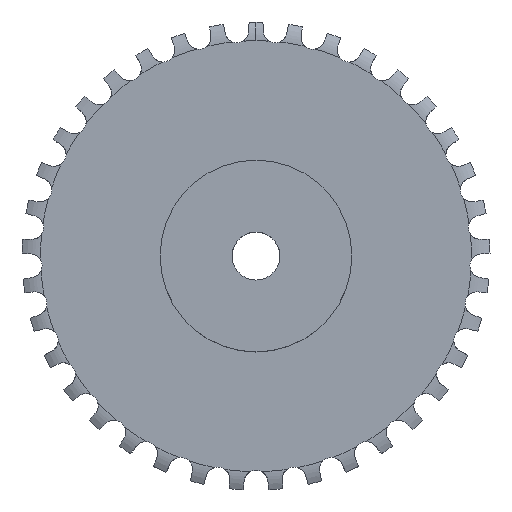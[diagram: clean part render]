
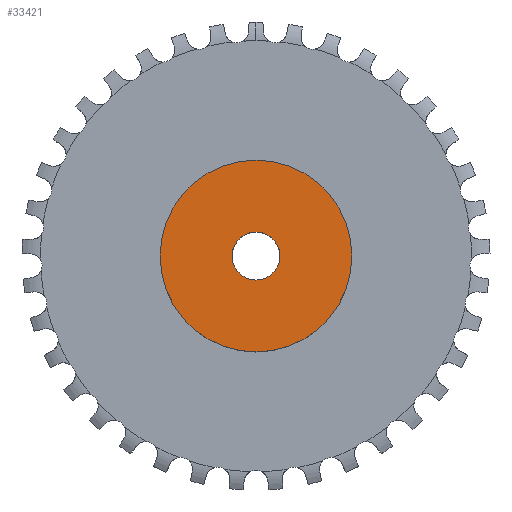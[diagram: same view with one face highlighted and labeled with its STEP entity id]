
A CAD part, top view. The second image highlights one B-rep face of the part: STEP entity #33421.
In plain terms, the highlighted planar face has unit normal (0, 0, 1).
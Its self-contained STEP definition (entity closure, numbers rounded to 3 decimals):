
#9645 = CYLINDRICAL_SURFACE('',#9646,20.);
#9646 = AXIS2_PLACEMENT_3D('',#9647,#9648,#9649);
#9647 = CARTESIAN_POINT('',(0.,0.,0.));
#9648 = DIRECTION('',(-0.,-0.,-1.));
#9649 = DIRECTION('',(1.,0.,0.));
#26933 = CYLINDRICAL_SURFACE('',#26934,5.);
#26934 = AXIS2_PLACEMENT_3D('',#26935,#26936,#26937);
#26935 = CARTESIAN_POINT('',(0.,0.,140.331));
#26936 = DIRECTION('',(0.,0.,1.));
#26937 = DIRECTION('',(1.,0.,-0.));
#31126 = VERTEX_POINT('',#31127);
#31127 = CARTESIAN_POINT('',(20.,0.,16.));
#31148 = EDGE_CURVE('',#31126,#31126,#31149,.T.);
#31149 = SURFACE_CURVE('',#31150,(#31155,#31162),.PCURVE_S1.);
#31150 = CIRCLE('',#31151,20.);
#31151 = AXIS2_PLACEMENT_3D('',#31152,#31153,#31154);
#31152 = CARTESIAN_POINT('',(0.,0.,16.));
#31153 = DIRECTION('',(0.,0.,1.));
#31154 = DIRECTION('',(1.,0.,0.));
#31155 = PCURVE('',#9645,#31156);
#31156 = DEFINITIONAL_REPRESENTATION('',(#31157),#31161);
#31157 = LINE('',#31158,#31159);
#31158 = CARTESIAN_POINT('',(-0.,-16.));
#31159 = VECTOR('',#31160,1.);
#31160 = DIRECTION('',(-1.,0.));
#31161 = ( GEOMETRIC_REPRESENTATION_CONTEXT(2) 
PARAMETRIC_REPRESENTATION_CONTEXT() REPRESENTATION_CONTEXT('2D SPACE',''
  ) );
#31162 = PCURVE('',#31163,#31168);
#31163 = PLANE('',#31164);
#31164 = AXIS2_PLACEMENT_3D('',#31165,#31166,#31167);
#31165 = CARTESIAN_POINT('',(0.,0.,16.));
#31166 = DIRECTION('',(-0.,0.,1.));
#31167 = DIRECTION('',(0.,-1.,0.));
#31168 = DEFINITIONAL_REPRESENTATION('',(#31169),#31173);
#31169 = CIRCLE('',#31170,20.);
#31170 = AXIS2_PLACEMENT_2D('',#31171,#31172);
#31171 = CARTESIAN_POINT('',(0.,0.));
#31172 = DIRECTION('',(0.,1.));
#31173 = ( GEOMETRIC_REPRESENTATION_CONTEXT(2) 
PARAMETRIC_REPRESENTATION_CONTEXT() REPRESENTATION_CONTEXT('2D SPACE',''
  ) );
#33375 = EDGE_CURVE('',#33376,#33376,#33378,.T.);
#33376 = VERTEX_POINT('',#33377);
#33377 = CARTESIAN_POINT('',(5.,0.,16.));
#33378 = SURFACE_CURVE('',#33379,(#33384,#33391),.PCURVE_S1.);
#33379 = CIRCLE('',#33380,5.);
#33380 = AXIS2_PLACEMENT_3D('',#33381,#33382,#33383);
#33381 = CARTESIAN_POINT('',(0.,0.,16.));
#33382 = DIRECTION('',(0.,0.,1.));
#33383 = DIRECTION('',(1.,0.,-0.));
#33384 = PCURVE('',#26933,#33385);
#33385 = DEFINITIONAL_REPRESENTATION('',(#33386),#33390);
#33386 = LINE('',#33387,#33388);
#33387 = CARTESIAN_POINT('',(0.,-124.331));
#33388 = VECTOR('',#33389,1.);
#33389 = DIRECTION('',(1.,0.));
#33390 = ( GEOMETRIC_REPRESENTATION_CONTEXT(2) 
PARAMETRIC_REPRESENTATION_CONTEXT() REPRESENTATION_CONTEXT('2D SPACE',''
  ) );
#33391 = PCURVE('',#31163,#33392);
#33392 = DEFINITIONAL_REPRESENTATION('',(#33393),#33397);
#33393 = CIRCLE('',#33394,5.);
#33394 = AXIS2_PLACEMENT_2D('',#33395,#33396);
#33395 = CARTESIAN_POINT('',(0.,0.));
#33396 = DIRECTION('',(0.,1.));
#33397 = ( GEOMETRIC_REPRESENTATION_CONTEXT(2) 
PARAMETRIC_REPRESENTATION_CONTEXT() REPRESENTATION_CONTEXT('2D SPACE',''
  ) );
#33421 = ADVANCED_FACE('',(#33422,#33425),#31163,.T.);
#33422 = FACE_BOUND('',#33423,.T.);
#33423 = EDGE_LOOP('',(#33424));
#33424 = ORIENTED_EDGE('',*,*,#31148,.T.);
#33425 = FACE_BOUND('',#33426,.T.);
#33426 = EDGE_LOOP('',(#33427));
#33427 = ORIENTED_EDGE('',*,*,#33375,.F.);
